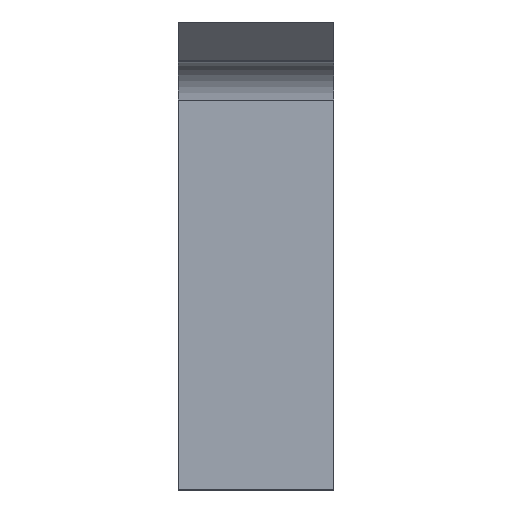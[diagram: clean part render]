
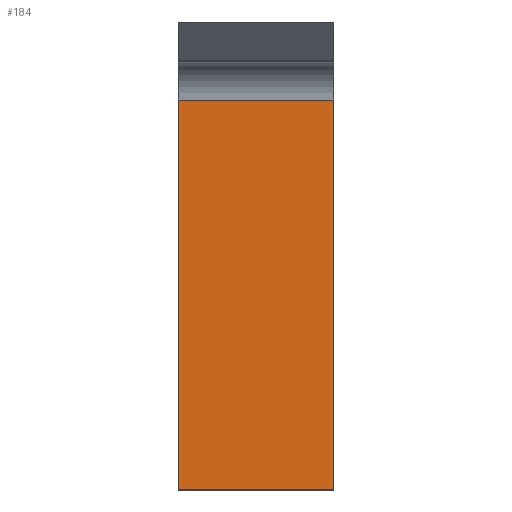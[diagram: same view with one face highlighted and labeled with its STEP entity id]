
A CAD part, left-side view. The second image highlights one B-rep face of the part: STEP entity #184.
In plain terms, the highlighted planar face has unit normal (-1, 0, 0.001).
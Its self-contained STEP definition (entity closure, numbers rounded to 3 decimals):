
#28=FACE_OUTER_BOUND('',#38,.T.);
#38=EDGE_LOOP('',(#137,#138,#139,#140));
#52=LINE('',#297,#72);
#53=LINE('',#300,#73);
#54=LINE('',#302,#74);
#55=LINE('',#303,#75);
#72=VECTOR('',#242,10.);
#73=VECTOR('',#245,10.);
#74=VECTOR('',#246,10.);
#75=VECTOR('',#247,10.);
#91=VERTEX_POINT('',#293);
#92=VERTEX_POINT('',#295);
#93=VERTEX_POINT('',#299);
#94=VERTEX_POINT('',#301);
#110=EDGE_CURVE('',#91,#92,#52,.T.);
#111=EDGE_CURVE('',#91,#93,#53,.T.);
#112=EDGE_CURVE('',#94,#92,#54,.T.);
#113=EDGE_CURVE('',#93,#94,#55,.T.);
#137=ORIENTED_EDGE('',*,*,#111,.F.);
#138=ORIENTED_EDGE('',*,*,#110,.T.);
#139=ORIENTED_EDGE('',*,*,#112,.F.);
#140=ORIENTED_EDGE('',*,*,#113,.F.);
#175=PLANE('',#211);
#184=ADVANCED_FACE('',(#28),#175,.T.);
#211=AXIS2_PLACEMENT_3D('',#298,#243,#244);
#242=DIRECTION('',(0.,1.,0.));
#243=DIRECTION('center_axis',(-1.,0.,0.001));
#244=DIRECTION('ref_axis',(0.001,0.,1.));
#245=DIRECTION('',(-0.001,0.,-1.));
#246=DIRECTION('',(0.001,0.,1.));
#247=DIRECTION('',(0.,1.,0.));
#293=CARTESIAN_POINT('',(5.984,0.,5.));
#295=CARTESIAN_POINT('',(5.984,2.,5.));
#297=CARTESIAN_POINT('',(5.984,0.,5.));
#298=CARTESIAN_POINT('Origin',(5.979,0.,0.));
#299=CARTESIAN_POINT('',(5.979,0.,0.));
#300=CARTESIAN_POINT('',(5.984,0.,5.));
#301=CARTESIAN_POINT('',(5.979,2.,0.));
#302=CARTESIAN_POINT('',(5.984,2.,5.));
#303=CARTESIAN_POINT('',(5.979,0.,0.));
